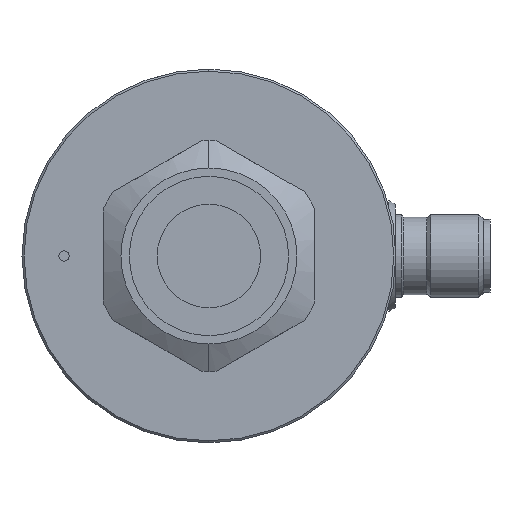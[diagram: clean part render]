
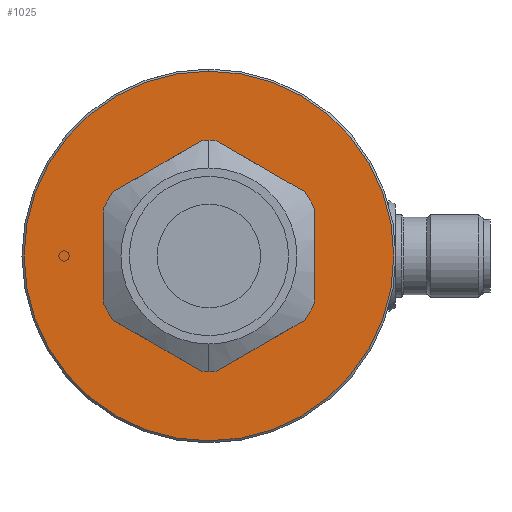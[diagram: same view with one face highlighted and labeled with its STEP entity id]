
A CAD part, left-side view. The second image highlights one B-rep face of the part: STEP entity #1025.
In plain terms, the highlighted planar face has unit normal (-1, 0, 0).
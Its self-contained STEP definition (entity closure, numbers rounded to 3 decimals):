
#80 = DIRECTION ( 'NONE',  ( 0., 0., 1. ) ) ;
#431 = DIRECTION ( 'NONE',  ( -1., 0., 0. ) ) ;
#483 = EDGE_CURVE ( 'NONE', #2826, #4742, #6134, .T. ) ;
#721 = AXIS2_PLACEMENT_3D ( 'NONE', #1846, #1782, #1660 ) ;
#740 = CARTESIAN_POINT ( 'NONE',  ( -37.5, 0., -7.5 ) ) ;
#800 = CARTESIAN_POINT ( 'NONE',  ( -37.5, 0., 26.8 ) ) ;
#1011 = AXIS2_PLACEMENT_3D ( 'NONE', #2713, #431, #1244 ) ;
#1025 = ADVANCED_FACE ( 'NONE', ( #3168, #4408 ), #5149, .T. ) ;
#1244 = DIRECTION ( 'NONE',  ( 0., 0., 1. ) ) ;
#1262 = AXIS2_PLACEMENT_3D ( 'NONE', #5743, #2926, #80 ) ;
#1444 = DIRECTION ( 'NONE',  ( 0., 0., 1. ) ) ;
#1534 = EDGE_CURVE ( 'NONE', #5198, #2835, #5211, .T. ) ;
#1660 = DIRECTION ( 'NONE',  ( 0., 0., 1. ) ) ;
#1668 = DIRECTION ( 'NONE',  ( -1., 0., 0. ) ) ;
#1687 = CARTESIAN_POINT ( 'NONE',  ( -37.5, 0., 0. ) ) ;
#1782 = DIRECTION ( 'NONE',  ( 1., 0., 0. ) ) ;
#1846 = CARTESIAN_POINT ( 'NONE',  ( -37.5, 0., 0. ) ) ;
#2064 = EDGE_LOOP ( 'NONE', ( #4040, #3891 ) ) ;
#2123 = EDGE_CURVE ( 'NONE', #2835, #5198, #3445, .T. ) ;
#2185 = CIRCLE ( 'NONE', #1262, 7.5 ) ;
#2670 = AXIS2_PLACEMENT_3D ( 'NONE', #1687, #1668, #1444 ) ;
#2713 = CARTESIAN_POINT ( 'NONE',  ( -37.5, 0., 0. ) ) ;
#2826 = VERTEX_POINT ( 'NONE', #740 ) ;
#2835 = VERTEX_POINT ( 'NONE', #800 ) ;
#2855 = EDGE_LOOP ( 'NONE', ( #3353, #5531 ) ) ;
#2926 = DIRECTION ( 'NONE',  ( 1., 0., 0. ) ) ;
#3168 = FACE_BOUND ( 'NONE', #2064, .T. ) ;
#3257 = CARTESIAN_POINT ( 'NONE',  ( -37.5, 0., 7.5 ) ) ;
#3353 = ORIENTED_EDGE ( 'NONE', *, *, #2123, .T. ) ;
#3445 = CIRCLE ( 'NONE', #1011, 26.8 ) ;
#3891 = ORIENTED_EDGE ( 'NONE', *, *, #6053, .T. ) ;
#4040 = ORIENTED_EDGE ( 'NONE', *, *, #483, .T. ) ;
#4307 = CARTESIAN_POINT ( 'NONE',  ( -37.5, 0., 0. ) ) ;
#4408 = FACE_OUTER_BOUND ( 'NONE', #2855, .T. ) ;
#4742 = VERTEX_POINT ( 'NONE', #3257 ) ;
#5098 = CARTESIAN_POINT ( 'NONE',  ( -37.5, 0., -26.8 ) ) ;
#5149 = PLANE ( 'NONE',  #5857 ) ;
#5198 = VERTEX_POINT ( 'NONE', #5098 ) ;
#5205 = DIRECTION ( 'NONE',  ( -1., 0., 0. ) ) ;
#5211 = CIRCLE ( 'NONE', #2670, 26.8 ) ;
#5293 = DIRECTION ( 'NONE',  ( 0., 0., 1. ) ) ;
#5531 = ORIENTED_EDGE ( 'NONE', *, *, #1534, .T. ) ;
#5743 = CARTESIAN_POINT ( 'NONE',  ( -37.5, 0., 0. ) ) ;
#5857 = AXIS2_PLACEMENT_3D ( 'NONE', #4307, #5205, #5293 ) ;
#6053 = EDGE_CURVE ( 'NONE', #4742, #2826, #2185, .T. ) ;
#6134 = CIRCLE ( 'NONE', #721, 7.5 ) ;
